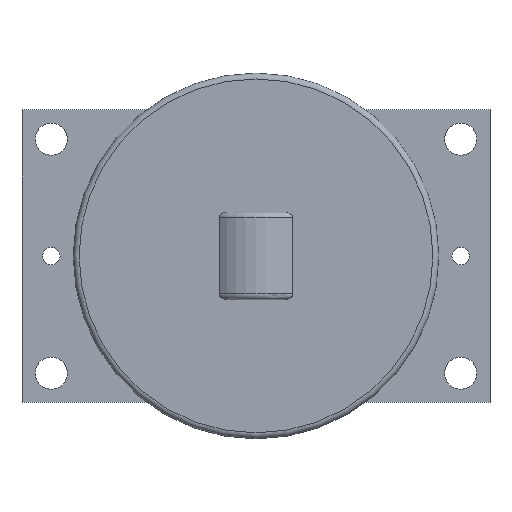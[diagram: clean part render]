
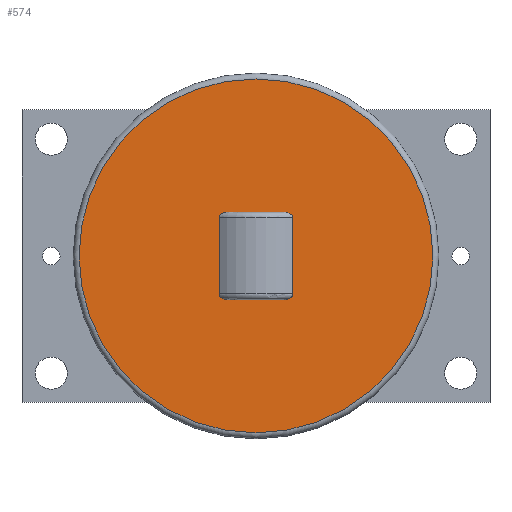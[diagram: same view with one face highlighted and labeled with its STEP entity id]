
A CAD part, top view. The second image highlights one B-rep face of the part: STEP entity #574.
In plain terms, the highlighted planar face has unit normal (0, 0, 1).
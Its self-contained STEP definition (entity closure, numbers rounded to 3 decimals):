
#17=FACE_BOUND('',#98,.T.);
#39=B_SPLINE_CURVE_WITH_KNOTS('',3,(#895,#896,#897,#898,#899,#900,#901,
#902,#903,#904),.UNSPECIFIED.,.F.,.F.,(4,2,2,2,4),(-0.416,-0.252,
-0.142,-0.062,0.),.UNSPECIFIED.);
#40=B_SPLINE_CURVE_WITH_KNOTS('',3,(#905,#906,#907,#908,#909,#910,#911,
#912,#913,#914),.UNSPECIFIED.,.F.,.F.,(4,2,2,2,4),(0.,0.062,
0.142,0.252,0.416),.UNSPECIFIED.);
#41=B_SPLINE_CURVE_WITH_KNOTS('',3,(#917,#918,#919,#920,#921,#922,#923,
#924,#925,#926),.UNSPECIFIED.,.F.,.F.,(4,2,2,2,4),(0.,0.062,
0.142,0.252,0.416),.UNSPECIFIED.);
#42=B_SPLINE_CURVE_WITH_KNOTS('',3,(#928,#929,#930,#931,#932,#933,#934,
#935,#936,#937),.UNSPECIFIED.,.F.,.F.,(4,2,2,2,4),(-0.416,-0.252,
-0.142,-0.062,0.),.UNSPECIFIED.);
#68=FACE_OUTER_BOUND('',#97,.T.);
#97=EDGE_LOOP('',(#424,#425));
#98=EDGE_LOOP('',(#426,#427,#428,#429,#430,#431,#432,#433));
#146=CIRCLE('',#628,60.5);
#151=CIRCLE('',#633,60.5);
#189=LINE('',#883,#218);
#190=LINE('',#888,#219);
#191=LINE('',#892,#220);
#192=LINE('',#940,#221);
#218=VECTOR('',#696,10.);
#219=VECTOR('',#701,10.);
#220=VECTOR('',#704,10.);
#221=VECTOR('',#715,10.);
#247=VERTEX_POINT('',#881);
#248=VERTEX_POINT('',#882);
#249=VERTEX_POINT('',#886);
#250=VERTEX_POINT('',#887);
#251=VERTEX_POINT('',#889);
#252=VERTEX_POINT('',#891);
#253=VERTEX_POINT('',#916);
#254=VERTEX_POINT('',#927);
#258=VERTEX_POINT('',#949);
#259=VERTEX_POINT('',#950);
#307=EDGE_CURVE('',#247,#248,#189,.T.);
#309=EDGE_CURVE('',#249,#250,#190,.T.);
#311=EDGE_CURVE('',#252,#251,#191,.T.);
#313=EDGE_CURVE('',#248,#249,#39,.T.);
#314=EDGE_CURVE('',#251,#247,#40,.T.);
#315=EDGE_CURVE('',#250,#253,#41,.T.);
#316=EDGE_CURVE('',#254,#252,#42,.T.);
#318=EDGE_CURVE('',#253,#254,#192,.T.);
#322=EDGE_CURVE('',#258,#259,#146,.T.);
#327=EDGE_CURVE('',#259,#258,#151,.T.);
#424=ORIENTED_EDGE('',*,*,#322,.F.);
#425=ORIENTED_EDGE('',*,*,#327,.F.);
#426=ORIENTED_EDGE('',*,*,#314,.T.);
#427=ORIENTED_EDGE('',*,*,#307,.T.);
#428=ORIENTED_EDGE('',*,*,#313,.T.);
#429=ORIENTED_EDGE('',*,*,#309,.T.);
#430=ORIENTED_EDGE('',*,*,#315,.T.);
#431=ORIENTED_EDGE('',*,*,#318,.T.);
#432=ORIENTED_EDGE('',*,*,#316,.T.);
#433=ORIENTED_EDGE('',*,*,#311,.T.);
#559=PLANE('',#638);
#574=ADVANCED_FACE('',(#68,#17),#559,.T.);
#628=AXIS2_PLACEMENT_3D('',#951,#726,#727);
#633=AXIS2_PLACEMENT_3D('',#959,#736,#737);
#638=AXIS2_PLACEMENT_3D('',#968,#747,#748);
#696=DIRECTION('',(-1.,0.,0.));
#701=DIRECTION('',(0.,1.,0.));
#704=DIRECTION('',(0.,-1.,0.));
#715=DIRECTION('',(1.,0.,0.));
#726=DIRECTION('center_axis',(0.,0.,
-1.));
#727=DIRECTION('ref_axis',(0.,-1.,0.));
#736=DIRECTION('center_axis',(0.,0.,
-1.));
#737=DIRECTION('ref_axis',(0.,-1.,0.));
#747=DIRECTION('center_axis',(0.,0.,
1.));
#748=DIRECTION('ref_axis',(1.,0.,0.));
#881=CARTESIAN_POINT('',(9.152,-15.,58.5));
#882=CARTESIAN_POINT('',(-9.152,-15.,58.5));
#883=CARTESIAN_POINT('',(0.,-15.,58.5));
#886=CARTESIAN_POINT('',(-12.639,-13.,58.5));
#887=CARTESIAN_POINT('',(-12.639,13.,58.5));
#888=CARTESIAN_POINT('',(-12.639,0.,58.5));
#889=CARTESIAN_POINT('',(12.639,-13.,58.5));
#891=CARTESIAN_POINT('',(12.639,13.,58.5));
#892=CARTESIAN_POINT('',(12.639,0.,58.5));
#895=CARTESIAN_POINT('Ctrl Pts',(-9.152,-15.,58.5));
#896=CARTESIAN_POINT('Ctrl Pts',(-9.699,-15.,58.5));
#897=CARTESIAN_POINT('Ctrl Pts',(-10.353,-14.927,58.5));
#898=CARTESIAN_POINT('Ctrl Pts',(-11.229,-14.661,58.5));
#899=CARTESIAN_POINT('Ctrl Pts',(-11.631,-14.478,58.5));
#900=CARTESIAN_POINT('Ctrl Pts',(-12.136,-14.096,58.5));
#901=CARTESIAN_POINT('Ctrl Pts',(-12.353,-13.864,58.5));
#902=CARTESIAN_POINT('Ctrl Pts',(-12.574,-13.447,58.5));
#903=CARTESIAN_POINT('Ctrl Pts',(-12.639,-13.207,58.5));
#904=CARTESIAN_POINT('Ctrl Pts',(-12.639,-13.,58.5));
#905=CARTESIAN_POINT('Ctrl Pts',(12.639,-13.,58.5));
#906=CARTESIAN_POINT('Ctrl Pts',(12.639,-13.207,58.5));
#907=CARTESIAN_POINT('Ctrl Pts',(12.574,-13.447,58.5));
#908=CARTESIAN_POINT('Ctrl Pts',(12.353,-13.864,58.5));
#909=CARTESIAN_POINT('Ctrl Pts',(12.136,-14.096,58.5));
#910=CARTESIAN_POINT('Ctrl Pts',(11.631,-14.478,58.5));
#911=CARTESIAN_POINT('Ctrl Pts',(11.229,-14.661,58.5));
#912=CARTESIAN_POINT('Ctrl Pts',(10.353,-14.927,58.5));
#913=CARTESIAN_POINT('Ctrl Pts',(9.699,-15.,58.5));
#914=CARTESIAN_POINT('Ctrl Pts',(9.152,-15.,58.5));
#916=CARTESIAN_POINT('',(-9.152,15.,58.5));
#917=CARTESIAN_POINT('Ctrl Pts',(-12.639,13.,58.5));
#918=CARTESIAN_POINT('Ctrl Pts',(-12.639,13.207,58.5));
#919=CARTESIAN_POINT('Ctrl Pts',(-12.574,13.447,58.5));
#920=CARTESIAN_POINT('Ctrl Pts',(-12.353,13.864,58.5));
#921=CARTESIAN_POINT('Ctrl Pts',(-12.136,14.096,58.5));
#922=CARTESIAN_POINT('Ctrl Pts',(-11.631,14.478,58.5));
#923=CARTESIAN_POINT('Ctrl Pts',(-11.229,14.661,58.5));
#924=CARTESIAN_POINT('Ctrl Pts',(-10.353,14.927,58.5));
#925=CARTESIAN_POINT('Ctrl Pts',(-9.699,15.,58.5));
#926=CARTESIAN_POINT('Ctrl Pts',(-9.152,15.,58.5));
#927=CARTESIAN_POINT('',(9.152,15.,58.5));
#928=CARTESIAN_POINT('Ctrl Pts',(9.152,15.,58.5));
#929=CARTESIAN_POINT('Ctrl Pts',(9.699,15.,58.5));
#930=CARTESIAN_POINT('Ctrl Pts',(10.353,14.927,58.5));
#931=CARTESIAN_POINT('Ctrl Pts',(11.229,14.661,58.5));
#932=CARTESIAN_POINT('Ctrl Pts',(11.631,14.478,58.5));
#933=CARTESIAN_POINT('Ctrl Pts',(12.136,14.096,58.5));
#934=CARTESIAN_POINT('Ctrl Pts',(12.353,13.864,58.5));
#935=CARTESIAN_POINT('Ctrl Pts',(12.574,13.447,58.5));
#936=CARTESIAN_POINT('Ctrl Pts',(12.639,13.207,58.5));
#937=CARTESIAN_POINT('Ctrl Pts',(12.639,13.,58.5));
#940=CARTESIAN_POINT('',(0.,15.,58.5));
#949=CARTESIAN_POINT('',(0.,60.5,58.5));
#950=CARTESIAN_POINT('',(-60.5,0.,58.5));
#951=CARTESIAN_POINT('Origin',(0.,0.,
58.5));
#959=CARTESIAN_POINT('Origin',(0.,0.,
58.5));
#968=CARTESIAN_POINT('Origin',(0.,58.75,58.5));
